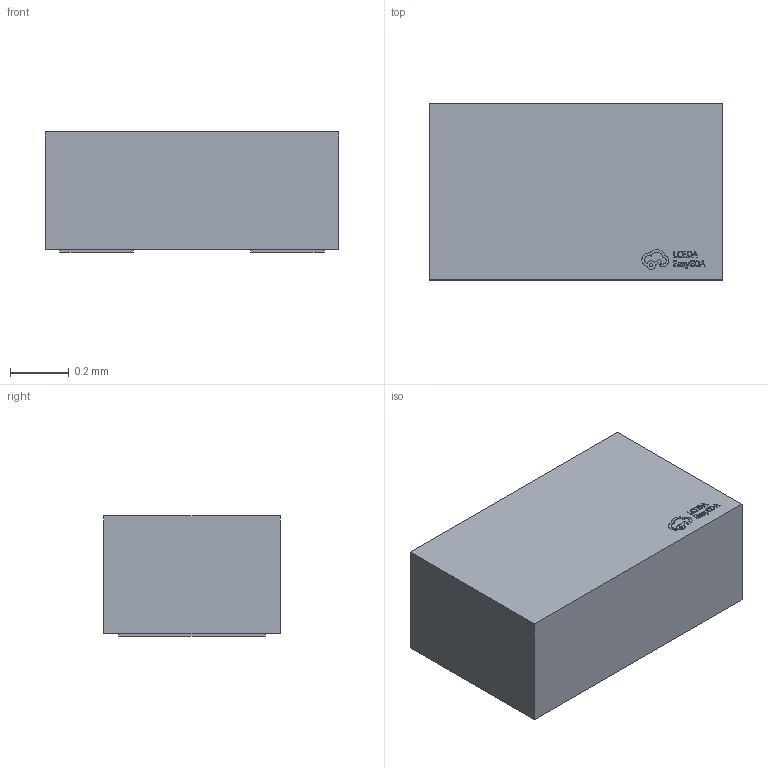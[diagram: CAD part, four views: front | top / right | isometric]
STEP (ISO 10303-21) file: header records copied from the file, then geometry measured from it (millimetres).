
FILE_DESCRIPTION (( 'STEP AP214' ), '1' );
FILE_NAME ('X1SON-2_L1.0-W0.6-H0.4-P0.65.step', '2022-07-26T09:39:36', ( '' ), ( '' ), 'SwSTEP 2.0', 'SolidWorks 2020', '' );
FILE_SCHEMA (( 'AUTOMOTIVE_DESIGN' ));
Length unit declared in the file: millimetre
Products named in the file (1): X1SON-2_L1.0-W0.6-H0.4-P0.65
Bounding box: 1 x 0.6 x 0.41 mm (x, y, z)
Volume: 0.2 mm3; surface area: 2.5 mm2
Topology: 14 solids, 14 shells, 306 faces, 807 edges, 538 vertices
Faces by surface type: plane 194, bspline 112
Entity records: 14104 total; most frequent: CARTESIAN_POINT 3756, ORIENTED_EDGE 1614, DIRECTION 969, EDGE_CURVE 807, LINE 579, VECTOR 579, VERTEX_POINT 538, EDGE_LOOP 327
